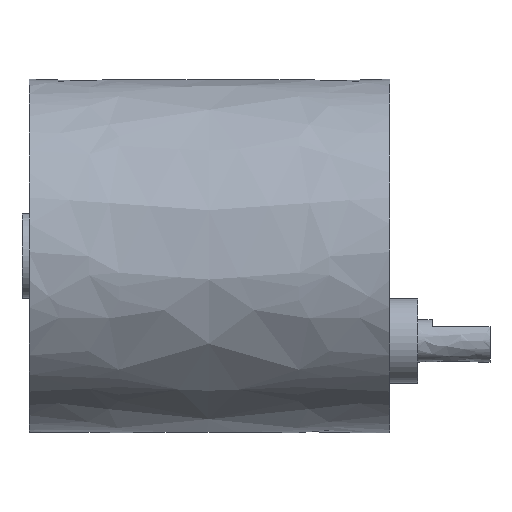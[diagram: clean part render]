
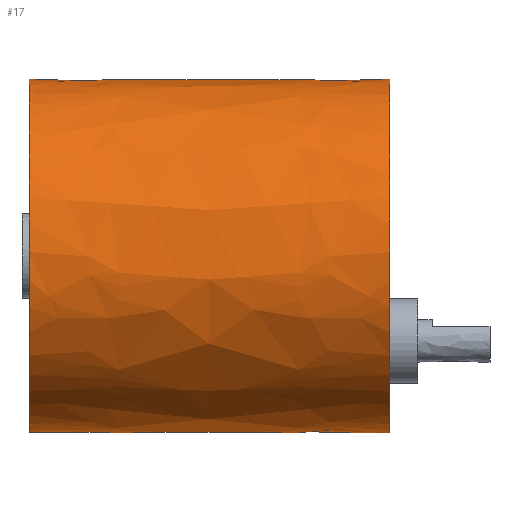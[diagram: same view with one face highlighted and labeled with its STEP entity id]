
A CAD part, front view. The second image highlights one B-rep face of the part: STEP entity #17.
In plain terms, the highlighted free-form (B-spline) face has degree [2, 1] with [7, 2] control points.
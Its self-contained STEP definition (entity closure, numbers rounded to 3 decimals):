
#17 = ADVANCED_FACE('',(#18),#86,.T.);
#18 = FACE_BOUND('',#19,.T.);
#19 = EDGE_LOOP('',(#20,#32,#39,#46,#53,#63,#64,#72,#79,#85));
#20 = ORIENTED_EDGE('',*,*,#21,.F.);
#21 = EDGE_CURVE('',#22,#22,#24,.T.);
#22 = VERTEX_POINT('',#23);
#23 = CARTESIAN_POINT('',(0.,16.349,
    0.));
#24 = ( BOUNDED_CURVE() B_SPLINE_CURVE(2,(#25,#26,#27,#28,#29,#30,#31),
.UNSPECIFIED.,.T.,.F.) B_SPLINE_CURVE_WITH_KNOTS((1,2,2,2,2,1),(
    -2.094,0.,2.094,4.189,6.283,
8.378),.UNSPECIFIED.) CURVE() GEOMETRIC_REPRESENTATION_ITEM() 
RATIONAL_B_SPLINE_CURVE((1.,0.5,1.,0.5,1.,0.5,1.)) REPRESENTATION_ITEM(
  '') );
#25 = CARTESIAN_POINT('',(0.,16.349,
    0.));
#26 = CARTESIAN_POINT('',(0.,16.349,
    28.318));
#27 = CARTESIAN_POINT('',(0.,-8.175,
    14.159));
#28 = CARTESIAN_POINT('',(0.,-32.698,
    0.));
#29 = CARTESIAN_POINT('',(0.,-8.175,
    -14.159));
#30 = CARTESIAN_POINT('',(0.,16.349,
    -28.318));
#31 = CARTESIAN_POINT('',(0.,16.349,
    0.));
#32 = ORIENTED_EDGE('',*,*,#33,.F.);
#33 = EDGE_CURVE('',#34,#22,#36,.T.);
#34 = VERTEX_POINT('',#35);
#35 = CARTESIAN_POINT('',(-17.657,16.349,
    0.));
#36 = B_SPLINE_CURVE_WITH_KNOTS('',1,(#37,#38),.UNSPECIFIED.,.F.,.F.,(2,
    2),(12.,25.5),.PIECEWISE_BEZIER_KNOTS.);
#37 = CARTESIAN_POINT('',(-17.657,16.349,
    0.));
#38 = CARTESIAN_POINT('',(0.,16.349,0.));
#39 = ORIENTED_EDGE('',*,*,#40,.F.);
#40 = EDGE_CURVE('',#41,#34,#43,.T.);
#41 = VERTEX_POINT('',#42);
#42 = CARTESIAN_POINT('',(-30.736,16.349,
    0.));
#43 = B_SPLINE_CURVE_WITH_KNOTS('',1,(#44,#45),.UNSPECIFIED.,.F.,.F.,(2,
    2),(0.,10.),.PIECEWISE_BEZIER_KNOTS.);
#44 = CARTESIAN_POINT('',(-30.736,16.349,
    0.));
#45 = CARTESIAN_POINT('',(-17.657,16.349,
    0.));
#46 = ORIENTED_EDGE('',*,*,#47,.F.);
#47 = EDGE_CURVE('',#48,#41,#50,.T.);
#48 = VERTEX_POINT('',#49);
#49 = CARTESIAN_POINT('',(-33.352,16.349,
    0.));
#50 = B_SPLINE_CURVE_WITH_KNOTS('',1,(#51,#52),.UNSPECIFIED.,.F.,.F.,(2,
    2),(0.,2.),.PIECEWISE_BEZIER_KNOTS.);
#51 = CARTESIAN_POINT('',(-33.352,16.349,
    0.));
#52 = CARTESIAN_POINT('',(-30.736,16.349,
    0.));
#53 = ORIENTED_EDGE('',*,*,#54,.T.);
#54 = EDGE_CURVE('',#48,#48,#55,.T.);
#55 = ( BOUNDED_CURVE() B_SPLINE_CURVE(2,(#56,#57,#58,#59,#60,#61,#62),
.UNSPECIFIED.,.T.,.F.) B_SPLINE_CURVE_WITH_KNOTS((1,2,2,2,2,1),(
    -2.094,0.,2.094,4.189,6.283,
8.378),.UNSPECIFIED.) CURVE() GEOMETRIC_REPRESENTATION_ITEM() 
RATIONAL_B_SPLINE_CURVE((1.,0.5,1.,0.5,1.,0.5,1.)) REPRESENTATION_ITEM(
  '') );
#56 = CARTESIAN_POINT('',(-33.352,16.349,
    0.));
#57 = CARTESIAN_POINT('',(-33.352,16.349,
    28.318));
#58 = CARTESIAN_POINT('',(-33.352,-8.175,14.159
    ));
#59 = CARTESIAN_POINT('',(-33.352,-32.698,
    0.));
#60 = CARTESIAN_POINT('',(-33.352,-8.175,
    -14.159));
#61 = CARTESIAN_POINT('',(-33.352,16.349,
    -28.318));
#62 = CARTESIAN_POINT('',(-33.352,16.349,
    0.));
#63 = ORIENTED_EDGE('',*,*,#47,.T.);
#64 = ORIENTED_EDGE('',*,*,#65,.F.);
#65 = EDGE_CURVE('',#66,#41,#68,.T.);
#66 = VERTEX_POINT('',#67);
#67 = CARTESIAN_POINT('',(-30.736,13.884,
    -8.633));
#68 = ( BOUNDED_CURVE() B_SPLINE_CURVE(2,(#69,#70,#71),.UNSPECIFIED.,.F.
,.F.) B_SPLINE_CURVE_WITH_KNOTS((3,3),(0.,0.556),
.PIECEWISE_BEZIER_KNOTS.) CURVE() GEOMETRIC_REPRESENTATION_ITEM() 
RATIONAL_B_SPLINE_CURVE((1.,0.962,1.)) REPRESENTATION_ITEM('') 
  );
#69 = CARTESIAN_POINT('',(-30.736,13.884,
    -8.633));
#70 = CARTESIAN_POINT('',(-30.736,16.349,
    -4.668));
#71 = CARTESIAN_POINT('',(-30.736,16.349,
    0.));
#72 = ORIENTED_EDGE('',*,*,#73,.T.);
#73 = EDGE_CURVE('',#66,#74,#76,.T.);
#74 = VERTEX_POINT('',#75);
#75 = CARTESIAN_POINT('',(-17.657,13.884,
    -8.633));
#76 = B_SPLINE_CURVE_WITH_KNOTS('',1,(#77,#78),.UNSPECIFIED.,.F.,.F.,(2,
    2),(0.,10.),.PIECEWISE_BEZIER_KNOTS.);
#77 = CARTESIAN_POINT('',(-30.736,13.884,
    -8.633));
#78 = CARTESIAN_POINT('',(-17.657,13.884,
    -8.633));
#79 = ORIENTED_EDGE('',*,*,#80,.T.);
#80 = EDGE_CURVE('',#74,#34,#81,.T.);
#81 = ( BOUNDED_CURVE() B_SPLINE_CURVE(2,(#82,#83,#84),.UNSPECIFIED.,.F.
,.F.) B_SPLINE_CURVE_WITH_KNOTS((3,3),(0.,0.556),
.PIECEWISE_BEZIER_KNOTS.) CURVE() GEOMETRIC_REPRESENTATION_ITEM() 
RATIONAL_B_SPLINE_CURVE((1.,0.962,1.)) REPRESENTATION_ITEM('') 
  );
#82 = CARTESIAN_POINT('',(-17.657,13.884,
    -8.633));
#83 = CARTESIAN_POINT('',(-17.657,16.349,
    -4.668));
#84 = CARTESIAN_POINT('',(-17.657,16.349,
    0.));
#85 = ORIENTED_EDGE('',*,*,#33,.T.);
#86 = ( BOUNDED_SURFACE() B_SPLINE_SURFACE(2,1,(
    (#87,#88)
    ,(#89,#90)
    ,(#91,#92)
    ,(#93,#94)
    ,(#95,#96)
    ,(#97,#98)
,(#99,#100
    )),.UNSPECIFIED.,.T.,.F.,.F.) B_SPLINE_SURFACE_WITH_KNOTS((1,2,2,2,2
    ,1),(2,2),(-2.094,0.,2.094,4.189,
    6.283,8.378),(0.,25.5),.UNSPECIFIED.) 
GEOMETRIC_REPRESENTATION_ITEM() RATIONAL_B_SPLINE_SURFACE((
    (1.,1.)
    ,(0.5,0.5)
    ,(1.,1.)
    ,(0.5,0.5)
    ,(1.,1.)
    ,(0.5,0.5)
,(1.,1.))) REPRESENTATION_ITEM('') SURFACE() );
#87 = CARTESIAN_POINT('',(-33.352,16.349,
    0.));
#88 = CARTESIAN_POINT('',(0.,16.349,0.));
#89 = CARTESIAN_POINT('',(-33.352,16.349,
    28.318));
#90 = CARTESIAN_POINT('',(0.,16.349,
    28.318));
#91 = CARTESIAN_POINT('',(-33.352,-8.175,14.159
    ));
#92 = CARTESIAN_POINT('',(0.,-8.175,
    14.159));
#93 = CARTESIAN_POINT('',(-33.352,-32.698,
    0.));
#94 = CARTESIAN_POINT('',(0.,-32.698,0.));
#95 = CARTESIAN_POINT('',(-33.352,-8.175,
    -14.159));
#96 = CARTESIAN_POINT('',(0.,-8.175,
    -14.159));
#97 = CARTESIAN_POINT('',(-33.352,16.349,
    -28.318));
#98 = CARTESIAN_POINT('',(0.,16.349,
    -28.318));
#99 = CARTESIAN_POINT('',(-33.352,16.349,
    0.));
#100 = CARTESIAN_POINT('',(0.,16.349,0.));
